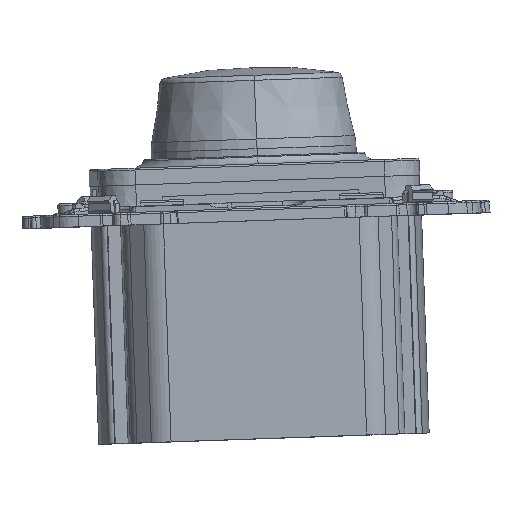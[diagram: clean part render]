
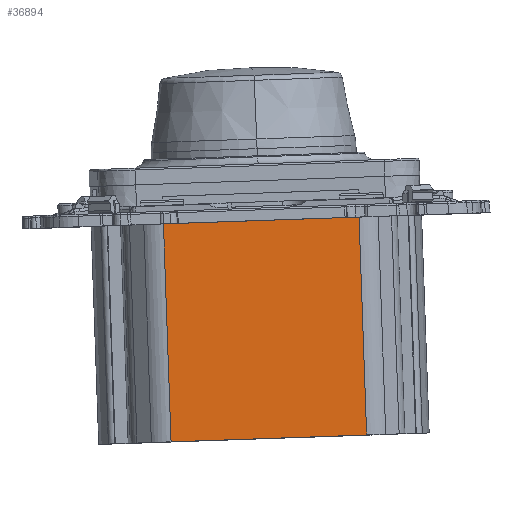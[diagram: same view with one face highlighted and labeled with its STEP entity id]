
A CAD part, top view. The second image highlights one B-rep face of the part: STEP entity #36894.
In plain terms, the highlighted face is planar.
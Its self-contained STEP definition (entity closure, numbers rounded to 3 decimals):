
#452 = VECTOR ( 'NONE', #31177, 1000. ) ;
#901 = CARTESIAN_POINT ( 'NONE',  ( -16.926, 24.055, -34.43 ) ) ;
#1301 = VERTEX_POINT ( 'NONE', #48209 ) ;
#2298 = EDGE_LOOP ( 'NONE', ( #5671, #33917, #36065, #45733 ) ) ;
#4649 = DIRECTION ( 'NONE',  ( 0.999, 0., -0.035 ) ) ;
#4741 = DIRECTION ( 'NONE',  ( 0.999, 0., -0.035 ) ) ;
#5450 = CARTESIAN_POINT ( 'NONE',  ( -19.427, 24.055, -106.034 ) ) ;
#5671 = ORIENTED_EDGE ( 'NONE', *, *, #33733, .F. ) ;
#7435 = EDGE_CURVE ( 'NONE', #22104, #1301, #48267, .T. ) ;
#8264 = LINE ( 'NONE', #901, #14015 ) ;
#8438 = VECTOR ( 'NONE', #31165, 1000. ) ;
#11108 = CARTESIAN_POINT ( 'NONE',  ( -19.427, 24.055, -106.034 ) ) ;
#14015 = VECTOR ( 'NONE', #4741, 1000. ) ;
#16368 = DIRECTION ( 'NONE',  ( 0.999, 0., -0.035 ) ) ;
#20502 = VECTOR ( 'NONE', #16368, 1000. ) ;
#21569 = LINE ( 'NONE', #41377, #20502 ) ;
#22104 = VERTEX_POINT ( 'NONE', #28025 ) ;
#23343 = LINE ( 'NONE', #39616, #8438 ) ;
#23658 = VERTEX_POINT ( 'NONE', #50638 ) ;
#26708 = CARTESIAN_POINT ( 'NONE',  ( 15.705, 24.055, -0.548 ) ) ;
#28025 = CARTESIAN_POINT ( 'NONE',  ( -16.926, 24.055, -34.43 ) ) ;
#31165 = DIRECTION ( 'NONE',  ( 0.035, 0., 0.999 ) ) ;
#31177 = DIRECTION ( 'NONE',  ( 0.035, 0., 0.999 ) ) ;
#33733 = EDGE_CURVE ( 'NONE', #22104, #23658, #8264, .T. ) ;
#33917 = ORIENTED_EDGE ( 'NONE', *, *, #7435, .T. ) ;
#36065 = ORIENTED_EDGE ( 'NONE', *, *, #44014, .T. ) ;
#36894 = ADVANCED_FACE ( 'NONE', ( #38545 ), #42637, .F. ) ;
#38015 = DIRECTION ( 'NONE',  ( 0., -1., 0. ) ) ;
#38545 = FACE_OUTER_BOUND ( 'NONE', #2298, .T. ) ;
#39616 = CARTESIAN_POINT ( 'NONE',  ( 11.983, 24.055, -107.131 ) ) ;
#40582 = EDGE_CURVE ( 'NONE', #23658, #46201, #23343, .T. ) ;
#41377 = CARTESIAN_POINT ( 'NONE',  ( -15.705, 24.055, 0.548 ) ) ;
#42637 = PLANE ( 'NONE',  #51324 ) ;
#44014 = EDGE_CURVE ( 'NONE', #1301, #46201, #21569, .T. ) ;
#45733 = ORIENTED_EDGE ( 'NONE', *, *, #40582, .F. ) ;
#46201 = VERTEX_POINT ( 'NONE', #26708 ) ;
#48209 = CARTESIAN_POINT ( 'NONE',  ( -15.705, 24.055, 0.548 ) ) ;
#48267 = LINE ( 'NONE', #11108, #452 ) ;
#50638 = CARTESIAN_POINT ( 'NONE',  ( 14.483, 24.055, -35.527 ) ) ;
#51324 = AXIS2_PLACEMENT_3D ( 'NONE', #5450, #38015, #4649 ) ;
